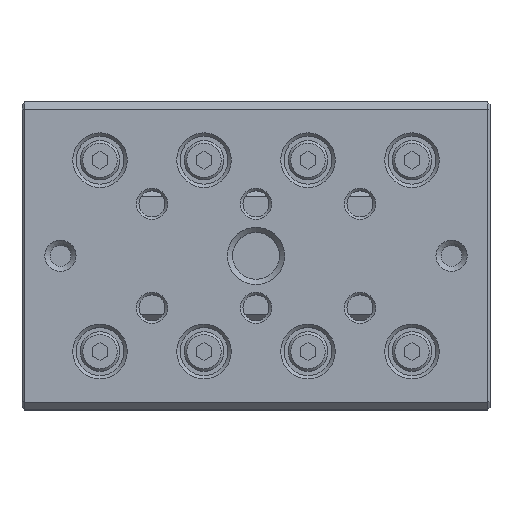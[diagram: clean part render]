
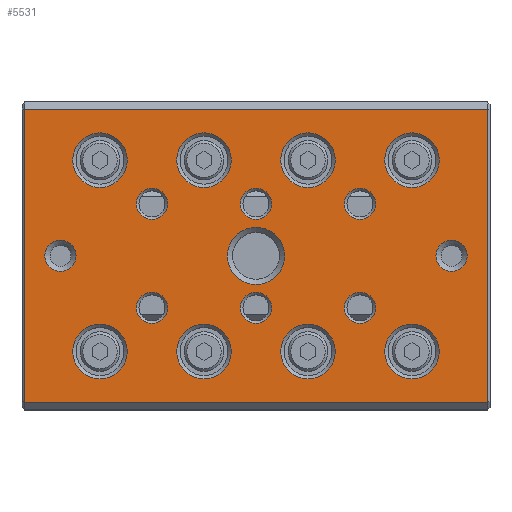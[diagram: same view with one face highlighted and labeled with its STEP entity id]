
A CAD part, top view. The second image highlights one B-rep face of the part: STEP entity #5531.
In plain terms, the highlighted planar face has unit normal (0, 0, 1).
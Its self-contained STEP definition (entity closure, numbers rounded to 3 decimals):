
#4890=FACE_BOUND('',#8216,.T.);
#4891=FACE_BOUND('',#8217,.T.);
#4892=FACE_BOUND('',#8218,.T.);
#4893=FACE_BOUND('',#8219,.T.);
#4894=FACE_BOUND('',#8220,.T.);
#4895=FACE_BOUND('',#8221,.T.);
#4896=FACE_BOUND('',#8222,.T.);
#4897=FACE_BOUND('',#8223,.T.);
#4898=FACE_BOUND('',#8224,.T.);
#4899=FACE_BOUND('',#8225,.T.);
#4900=FACE_BOUND('',#8226,.T.);
#4901=FACE_BOUND('',#8227,.T.);
#4902=FACE_BOUND('',#8228,.T.);
#4903=FACE_BOUND('',#8229,.T.);
#4904=FACE_BOUND('',#8230,.T.);
#4905=FACE_BOUND('',#8231,.T.);
#4906=FACE_BOUND('',#8232,.T.);
#4907=FACE_BOUND('',#8233,.T.);
#5228=CIRCLE('',#21959,2.75);
#5229=CIRCLE('',#21960,1.5);
#5230=CIRCLE('',#21961,1.5);
#5231=CIRCLE('',#21962,1.5);
#5232=CIRCLE('',#21963,1.5);
#5233=CIRCLE('',#21964,1.5);
#5234=CIRCLE('',#21965,1.5);
#5235=CIRCLE('',#21966,1.5);
#5236=CIRCLE('',#21967,1.5);
#5237=CIRCLE('',#21968,2.625);
#5238=CIRCLE('',#21969,2.625);
#5239=CIRCLE('',#21970,2.625);
#5240=CIRCLE('',#21971,2.625);
#5241=CIRCLE('',#21972,2.625);
#5242=CIRCLE('',#21973,2.625);
#5243=CIRCLE('',#21974,2.625);
#5244=CIRCLE('',#21975,2.625);
#5531=ADVANCED_FACE('',(#4890,#4891,#4892,#4893,#4894,#4895,#4896,#4897,
#4898,#4899,#4900,#4901,#4902,#4903,#4904,#4905,#4906,#4907),#6489,.F.);
#6489=PLANE('',#21976);
#8216=EDGE_LOOP('',(#10430));
#8217=EDGE_LOOP('',(#10431));
#8218=EDGE_LOOP('',(#10432));
#8219=EDGE_LOOP('',(#10433));
#8220=EDGE_LOOP('',(#10434));
#8221=EDGE_LOOP('',(#10435));
#8222=EDGE_LOOP('',(#10436));
#8223=EDGE_LOOP('',(#10437));
#8224=EDGE_LOOP('',(#10438));
#8225=EDGE_LOOP('',(#10439));
#8226=EDGE_LOOP('',(#10440));
#8227=EDGE_LOOP('',(#10441));
#8228=EDGE_LOOP('',(#10442));
#8229=EDGE_LOOP('',(#10443));
#8230=EDGE_LOOP('',(#10444));
#8231=EDGE_LOOP('',(#10445));
#8232=EDGE_LOOP('',(#10446));
#8233=EDGE_LOOP('',(#10447,#10448,#10449,#10450));
#10430=ORIENTED_EDGE('',*,*,#16463,.T.);
#10431=ORIENTED_EDGE('',*,*,#16464,.F.);
#10432=ORIENTED_EDGE('',*,*,#16465,.T.);
#10433=ORIENTED_EDGE('',*,*,#16466,.T.);
#10434=ORIENTED_EDGE('',*,*,#16467,.T.);
#10435=ORIENTED_EDGE('',*,*,#16468,.T.);
#10436=ORIENTED_EDGE('',*,*,#16469,.T.);
#10437=ORIENTED_EDGE('',*,*,#16470,.T.);
#10438=ORIENTED_EDGE('',*,*,#16471,.T.);
#10439=ORIENTED_EDGE('',*,*,#16472,.T.);
#10440=ORIENTED_EDGE('',*,*,#16473,.T.);
#10441=ORIENTED_EDGE('',*,*,#16474,.T.);
#10442=ORIENTED_EDGE('',*,*,#16475,.T.);
#10443=ORIENTED_EDGE('',*,*,#16476,.T.);
#10444=ORIENTED_EDGE('',*,*,#16477,.T.);
#10445=ORIENTED_EDGE('',*,*,#16478,.T.);
#10446=ORIENTED_EDGE('',*,*,#16479,.T.);
#10447=ORIENTED_EDGE('',*,*,#16480,.T.);
#10448=ORIENTED_EDGE('',*,*,#16481,.T.);
#10449=ORIENTED_EDGE('',*,*,#16482,.T.);
#10450=ORIENTED_EDGE('',*,*,#16483,.T.);
#14704=VERTEX_POINT('',#28888);
#14705=VERTEX_POINT('',#28890);
#14706=VERTEX_POINT('',#28892);
#14707=VERTEX_POINT('',#28894);
#14708=VERTEX_POINT('',#28896);
#14709=VERTEX_POINT('',#28898);
#14710=VERTEX_POINT('',#28900);
#14711=VERTEX_POINT('',#28902);
#14712=VERTEX_POINT('',#28904);
#14713=VERTEX_POINT('',#28906);
#14714=VERTEX_POINT('',#28908);
#14715=VERTEX_POINT('',#28910);
#14716=VERTEX_POINT('',#28912);
#14717=VERTEX_POINT('',#28914);
#14718=VERTEX_POINT('',#28916);
#14719=VERTEX_POINT('',#28918);
#14720=VERTEX_POINT('',#28920);
#14721=VERTEX_POINT('',#28922);
#14722=VERTEX_POINT('',#28923);
#14723=VERTEX_POINT('',#28925);
#14724=VERTEX_POINT('',#28927);
#16463=EDGE_CURVE('',#14704,#14704,#5228,.T.);
#16464=EDGE_CURVE('',#14705,#14705,#5229,.T.);
#16465=EDGE_CURVE('',#14706,#14706,#5230,.T.);
#16466=EDGE_CURVE('',#14707,#14707,#5231,.T.);
#16467=EDGE_CURVE('',#14708,#14708,#5232,.T.);
#16468=EDGE_CURVE('',#14709,#14709,#5233,.T.);
#16469=EDGE_CURVE('',#14710,#14710,#5234,.T.);
#16470=EDGE_CURVE('',#14711,#14711,#5235,.T.);
#16471=EDGE_CURVE('',#14712,#14712,#5236,.T.);
#16472=EDGE_CURVE('',#14713,#14713,#5237,.T.);
#16473=EDGE_CURVE('',#14714,#14714,#5238,.T.);
#16474=EDGE_CURVE('',#14715,#14715,#5239,.T.);
#16475=EDGE_CURVE('',#14716,#14716,#5240,.T.);
#16476=EDGE_CURVE('',#14717,#14717,#5241,.T.);
#16477=EDGE_CURVE('',#14718,#14718,#5242,.T.);
#16478=EDGE_CURVE('',#14719,#14719,#5243,.T.);
#16479=EDGE_CURVE('',#14720,#14720,#5244,.T.);
#16480=EDGE_CURVE('',#14721,#14722,#18612,.T.);
#16481=EDGE_CURVE('',#14722,#14723,#18613,.T.);
#16482=EDGE_CURVE('',#14723,#14724,#18614,.T.);
#16483=EDGE_CURVE('',#14724,#14721,#18615,.T.);
#18612=LINE('',#28921,#20450);
#18613=LINE('',#28924,#20451);
#18614=LINE('',#28926,#20452);
#18615=LINE('',#28928,#20453);
#20450=VECTOR('',#23926,1.);
#20451=VECTOR('',#23927,1.);
#20452=VECTOR('',#23928,1.);
#20453=VECTOR('',#23929,1.);
#21959=AXIS2_PLACEMENT_3D('',#28887,#23892,#23893);
#21960=AXIS2_PLACEMENT_3D('',#28889,#23894,#23895);
#21961=AXIS2_PLACEMENT_3D('',#28891,#23896,#23897);
#21962=AXIS2_PLACEMENT_3D('',#28893,#23898,#23899);
#21963=AXIS2_PLACEMENT_3D('',#28895,#23900,#23901);
#21964=AXIS2_PLACEMENT_3D('',#28897,#23902,#23903);
#21965=AXIS2_PLACEMENT_3D('',#28899,#23904,#23905);
#21966=AXIS2_PLACEMENT_3D('',#28901,#23906,#23907);
#21967=AXIS2_PLACEMENT_3D('',#28903,#23908,#23909);
#21968=AXIS2_PLACEMENT_3D('',#28905,#23910,#23911);
#21969=AXIS2_PLACEMENT_3D('',#28907,#23912,#23913);
#21970=AXIS2_PLACEMENT_3D('',#28909,#23914,#23915);
#21971=AXIS2_PLACEMENT_3D('',#28911,#23916,#23917);
#21972=AXIS2_PLACEMENT_3D('',#28913,#23918,#23919);
#21973=AXIS2_PLACEMENT_3D('',#28915,#23920,#23921);
#21974=AXIS2_PLACEMENT_3D('',#28917,#23922,#23923);
#21975=AXIS2_PLACEMENT_3D('',#28919,#23924,#23925);
#21976=AXIS2_PLACEMENT_3D('',#28929,#23930,#23931);
#23892=DIRECTION('',(0.,0.,-1.));
#23893=DIRECTION('',(-1.,0.,0.));
#23894=DIRECTION('',(0.,0.,1.));
#23895=DIRECTION('',(1.,0.,0.));
#23896=DIRECTION('',(0.,0.,-1.));
#23897=DIRECTION('',(-1.,0.,0.));
#23898=DIRECTION('',(0.,0.,-1.));
#23899=DIRECTION('',(-1.,0.,0.));
#23900=DIRECTION('',(0.,0.,-1.));
#23901=DIRECTION('',(-1.,0.,0.));
#23902=DIRECTION('',(0.,0.,-1.));
#23903=DIRECTION('',(-1.,0.,0.));
#23904=DIRECTION('',(0.,0.,-1.));
#23905=DIRECTION('',(-1.,0.,0.));
#23906=DIRECTION('',(0.,0.,-1.));
#23907=DIRECTION('',(-1.,0.,0.));
#23908=DIRECTION('',(0.,0.,-1.));
#23909=DIRECTION('',(-1.,0.,0.));
#23910=DIRECTION('',(0.,0.,-1.));
#23911=DIRECTION('',(-1.,0.,0.));
#23912=DIRECTION('',(0.,0.,-1.));
#23913=DIRECTION('',(-1.,0.,0.));
#23914=DIRECTION('',(0.,0.,-1.));
#23915=DIRECTION('',(-1.,0.,0.));
#23916=DIRECTION('',(0.,0.,-1.));
#23917=DIRECTION('',(-1.,0.,0.));
#23918=DIRECTION('',(0.,0.,-1.));
#23919=DIRECTION('',(-1.,0.,0.));
#23920=DIRECTION('',(0.,0.,-1.));
#23921=DIRECTION('',(-1.,0.,0.));
#23922=DIRECTION('',(0.,0.,-1.));
#23923=DIRECTION('',(-1.,0.,0.));
#23924=DIRECTION('',(0.,0.,-1.));
#23925=DIRECTION('',(-1.,0.,0.));
#23926=DIRECTION('',(1.,0.,0.));
#23927=DIRECTION('',(0.,1.,0.));
#23928=DIRECTION('',(-1.,0.,0.));
#23929=DIRECTION('',(0.,-1.,0.));
#23930=DIRECTION('',(0.,0.,-1.));
#23931=DIRECTION('',(1.,0.,0.));
#28887=CARTESIAN_POINT('',(102.5,14.8,17.));
#28888=CARTESIAN_POINT('',(99.75,14.8,17.));
#28889=CARTESIAN_POINT('',(121.3,14.8,17.));
#28890=CARTESIAN_POINT('',(122.8,14.8,17.));
#28891=CARTESIAN_POINT('',(83.7,14.8,17.));
#28892=CARTESIAN_POINT('',(82.2,14.8,17.));
#28893=CARTESIAN_POINT('',(112.5,9.8,17.));
#28894=CARTESIAN_POINT('',(111.,9.8,17.));
#28895=CARTESIAN_POINT('',(112.5,19.8,17.));
#28896=CARTESIAN_POINT('',(111.,19.8,17.));
#28897=CARTESIAN_POINT('',(102.5,9.8,17.));
#28898=CARTESIAN_POINT('',(101.,9.8,17.));
#28899=CARTESIAN_POINT('',(102.5,19.8,17.));
#28900=CARTESIAN_POINT('',(101.,19.8,17.));
#28901=CARTESIAN_POINT('',(92.5,9.8,17.));
#28902=CARTESIAN_POINT('',(91.,9.8,17.));
#28903=CARTESIAN_POINT('',(92.5,19.8,17.));
#28904=CARTESIAN_POINT('',(91.,19.8,17.));
#28905=CARTESIAN_POINT('',(117.5,5.6,17.));
#28906=CARTESIAN_POINT('',(114.875,5.6,17.));
#28907=CARTESIAN_POINT('',(117.5,24.,17.));
#28908=CARTESIAN_POINT('',(114.875,24.,17.));
#28909=CARTESIAN_POINT('',(107.5,5.6,17.));
#28910=CARTESIAN_POINT('',(104.875,5.6,17.));
#28911=CARTESIAN_POINT('',(107.5,24.,17.));
#28912=CARTESIAN_POINT('',(104.875,24.,17.));
#28913=CARTESIAN_POINT('',(97.5,5.6,17.));
#28914=CARTESIAN_POINT('',(94.875,5.6,17.));
#28915=CARTESIAN_POINT('',(97.5,24.,17.));
#28916=CARTESIAN_POINT('',(94.875,24.,17.));
#28917=CARTESIAN_POINT('',(87.5,5.6,17.));
#28918=CARTESIAN_POINT('',(84.875,5.6,17.));
#28919=CARTESIAN_POINT('',(87.5,24.,17.));
#28920=CARTESIAN_POINT('',(84.875,24.,17.));
#28921=CARTESIAN_POINT('',(125.,0.7,17.));
#28922=CARTESIAN_POINT('',(80.25,0.7,17.));
#28923=CARTESIAN_POINT('',(124.75,0.7,17.));
#28924=CARTESIAN_POINT('',(124.75,29.6,17.));
#28925=CARTESIAN_POINT('',(124.75,28.9,17.));
#28926=CARTESIAN_POINT('',(125.,28.9,17.));
#28927=CARTESIAN_POINT('',(80.25,28.9,17.));
#28928=CARTESIAN_POINT('',(80.25,0.7,17.));
#28929=CARTESIAN_POINT('',(125.,29.6,17.));
